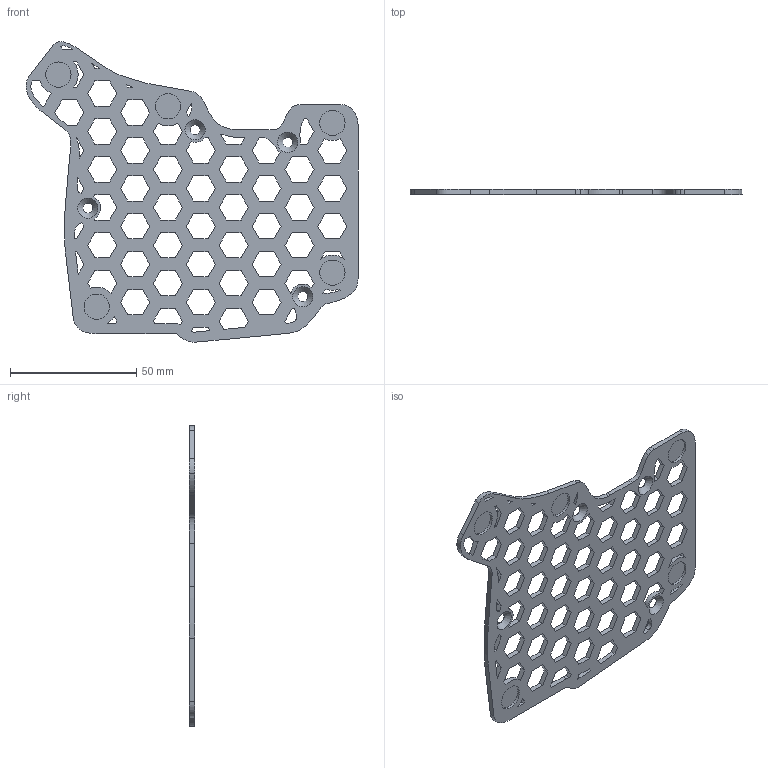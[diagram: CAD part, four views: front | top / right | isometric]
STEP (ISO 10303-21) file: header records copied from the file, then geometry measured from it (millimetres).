
FILE_DESCRIPTION(/* description */ (''),/* implementation_level */ '2;1');
FILE_NAME(/* name */ '3x5_3 low blackpill and standard v16 - Plate.step',/* time_stamp */ '2023-03-12T14:01:55-04:00',/* author */ (''),/* organization */ (''),/* preprocessor_version */ 'ST-DEVELOPER v19.2',/* originating_system */ 'Autodesk Translation Framework v11.17.0.187',/* authorisation */ '');
FILE_SCHEMA (('AUTOMOTIVE_DESIGN { 1 0 10303 214 3 1 1 }'));
Length unit declared in the file: millimetre
Products named in the file (2): 3x5_3 low blackpill and standard v16 - Plate; 3x5_3 low blackpill and standard v16 - Plate_1
Assembly tree (1 placements, depth 2):
  3x5_3 low blackpill and standard v16 - Plate
    3x5_3 low blackpill and standard v16 - Plate_1
Bounding box: 131.27 x 2 x 118.83 mm (x, y, z)
Volume: 13952.4 mm3; surface area: 18983.2 mm2
Topology: 1 solids, 1 shells, 383 faces, 1176 edges, 800 vertices
Faces by surface type: plane 316, bspline 42, cylinder 21, cone 4
Full cylindrical faces by diameter (mm): 10 x5
Entity records: 14388 total; most frequent: CARTESIAN_POINT 4062, ORIENTED_EDGE 2352, DIRECTION 1758, EDGE_CURVE 1176, LINE 970, VECTOR 970, VERTEX_POINT 800, EDGE_LOOP 512
